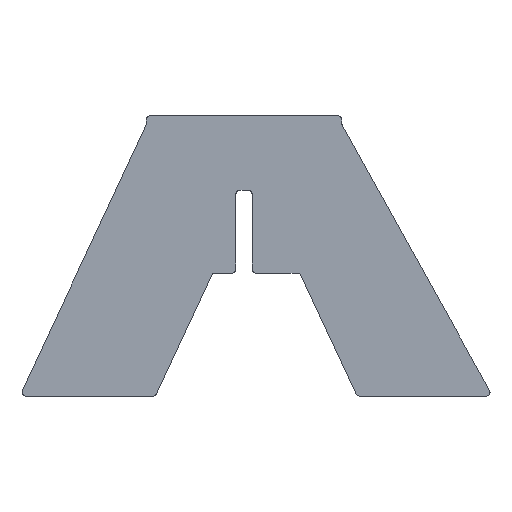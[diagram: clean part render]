
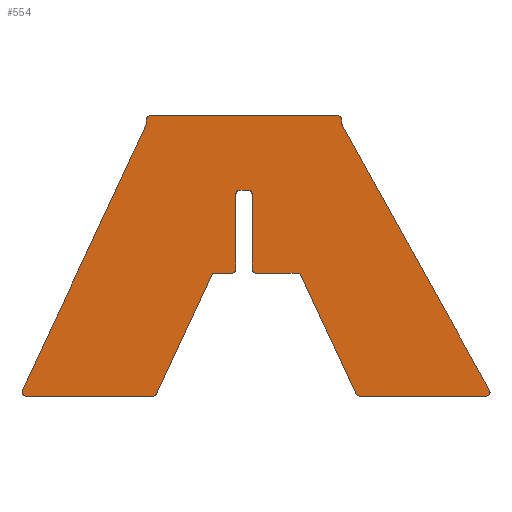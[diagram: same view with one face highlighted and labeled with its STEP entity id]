
A CAD part, top view. The second image highlights one B-rep face of the part: STEP entity #554.
In plain terms, the highlighted planar face has unit normal (0, 0, 1).
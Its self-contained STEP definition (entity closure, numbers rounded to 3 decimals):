
#15=PLANE($,#589);
#32=FACE_OUTER_BOUND($,#62,.T.);
#62=EDGE_LOOP($,(#378,#379,#380,#381,#382,#383,#384,#385,#386,#387,#388,
#389,#390,#391,#392,#393,#394,#395,#396,#397,#398,#399,#400,#401,#402,#403,
#404,#405));
#92=LINE($,#829,#148);
#95=LINE($,#835,#151);
#96=LINE($,#839,#152);
#97=LINE($,#843,#153);
#98=LINE($,#847,#154);
#99=LINE($,#851,#155);
#100=LINE($,#855,#156);
#101=LINE($,#859,#157);
#102=LINE($,#863,#158);
#103=LINE($,#867,#159);
#104=LINE($,#871,#160);
#105=LINE($,#875,#161);
#106=LINE($,#879,#162);
#107=LINE($,#883,#163);
#148=VECTOR($,#655,55.);
#151=VECTOR($,#660,30.086);
#152=VECTOR($,#663,96.178);
#153=VECTOR($,#666,92.987);
#154=VECTOR($,#669,222.984);
#155=VECTOR($,#672,2.722);
#156=VECTOR($,#675,138.);
#157=VECTOR($,#678,2.835);
#158=VECTOR($,#681,215.301);
#159=VECTOR($,#684,93.38);
#160=VECTOR($,#687,96.178);
#161=VECTOR($,#690,12.088);
#162=VECTOR($,#693,55.);
#163=VECTOR($,#696,6.);
#203=CIRCLE($,#587,3.);
#204=CIRCLE($,#590,3.);
#205=CIRCLE($,#591,3.);
#206=CIRCLE($,#592,3.);
#207=CIRCLE($,#593,3.);
#208=CIRCLE($,#594,3.);
#209=CIRCLE($,#595,3.);
#210=CIRCLE($,#596,3.);
#211=CIRCLE($,#597,3.);
#212=CIRCLE($,#598,3.);
#213=CIRCLE($,#599,3.);
#214=CIRCLE($,#600,3.);
#215=CIRCLE($,#601,3.);
#216=CIRCLE($,#602,3.);
#232=VERTEX_POINT($,#822);
#233=VERTEX_POINT($,#824);
#234=VERTEX_POINT($,#828);
#236=VERTEX_POINT($,#834);
#237=VERTEX_POINT($,#836);
#238=VERTEX_POINT($,#838);
#239=VERTEX_POINT($,#840);
#240=VERTEX_POINT($,#842);
#241=VERTEX_POINT($,#844);
#242=VERTEX_POINT($,#846);
#243=VERTEX_POINT($,#848);
#244=VERTEX_POINT($,#850);
#245=VERTEX_POINT($,#852);
#246=VERTEX_POINT($,#854);
#247=VERTEX_POINT($,#856);
#248=VERTEX_POINT($,#858);
#249=VERTEX_POINT($,#860);
#250=VERTEX_POINT($,#862);
#251=VERTEX_POINT($,#864);
#252=VERTEX_POINT($,#866);
#253=VERTEX_POINT($,#868);
#254=VERTEX_POINT($,#870);
#255=VERTEX_POINT($,#872);
#256=VERTEX_POINT($,#874);
#257=VERTEX_POINT($,#876);
#258=VERTEX_POINT($,#878);
#259=VERTEX_POINT($,#880);
#260=VERTEX_POINT($,#882);
#288=EDGE_CURVE($,#232,#233,#203,.T.);
#290=EDGE_CURVE($,#234,#233,#92,.T.);
#293=EDGE_CURVE($,#232,#236,#95,.T.);
#294=EDGE_CURVE($,#237,#236,#204,.T.);
#295=EDGE_CURVE($,#237,#238,#96,.T.);
#296=EDGE_CURVE($,#239,#238,#205,.T.);
#297=EDGE_CURVE($,#239,#240,#97,.T.);
#298=EDGE_CURVE($,#241,#240,#206,.T.);
#299=EDGE_CURVE($,#241,#242,#98,.T.);
#300=EDGE_CURVE($,#243,#242,#207,.T.);
#301=EDGE_CURVE($,#243,#244,#99,.T.);
#302=EDGE_CURVE($,#245,#244,#208,.T.);
#303=EDGE_CURVE($,#245,#246,#100,.T.);
#304=EDGE_CURVE($,#247,#246,#209,.T.);
#305=EDGE_CURVE($,#247,#248,#101,.T.);
#306=EDGE_CURVE($,#249,#248,#210,.T.);
#307=EDGE_CURVE($,#249,#250,#102,.T.);
#308=EDGE_CURVE($,#251,#250,#211,.T.);
#309=EDGE_CURVE($,#251,#252,#103,.T.);
#310=EDGE_CURVE($,#253,#252,#212,.T.);
#311=EDGE_CURVE($,#253,#254,#104,.T.);
#312=EDGE_CURVE($,#255,#254,#213,.T.);
#313=EDGE_CURVE($,#255,#256,#105,.T.);
#314=EDGE_CURVE($,#257,#256,#214,.T.);
#315=EDGE_CURVE($,#257,#258,#106,.T.);
#316=EDGE_CURVE($,#259,#258,#215,.T.);
#317=EDGE_CURVE($,#259,#260,#107,.T.);
#318=EDGE_CURVE($,#234,#260,#216,.T.);
#378=ORIENTED_EDGE($,*,*,#288,.F.);
#379=ORIENTED_EDGE($,*,*,#293,.T.);
#380=ORIENTED_EDGE($,*,*,#294,.F.);
#381=ORIENTED_EDGE($,*,*,#295,.T.);
#382=ORIENTED_EDGE($,*,*,#296,.F.);
#383=ORIENTED_EDGE($,*,*,#297,.T.);
#384=ORIENTED_EDGE($,*,*,#298,.F.);
#385=ORIENTED_EDGE($,*,*,#299,.T.);
#386=ORIENTED_EDGE($,*,*,#300,.F.);
#387=ORIENTED_EDGE($,*,*,#301,.T.);
#388=ORIENTED_EDGE($,*,*,#302,.F.);
#389=ORIENTED_EDGE($,*,*,#303,.T.);
#390=ORIENTED_EDGE($,*,*,#304,.F.);
#391=ORIENTED_EDGE($,*,*,#305,.T.);
#392=ORIENTED_EDGE($,*,*,#306,.F.);
#393=ORIENTED_EDGE($,*,*,#307,.T.);
#394=ORIENTED_EDGE($,*,*,#308,.F.);
#395=ORIENTED_EDGE($,*,*,#309,.T.);
#396=ORIENTED_EDGE($,*,*,#310,.F.);
#397=ORIENTED_EDGE($,*,*,#311,.T.);
#398=ORIENTED_EDGE($,*,*,#312,.F.);
#399=ORIENTED_EDGE($,*,*,#313,.T.);
#400=ORIENTED_EDGE($,*,*,#314,.F.);
#401=ORIENTED_EDGE($,*,*,#315,.T.);
#402=ORIENTED_EDGE($,*,*,#316,.F.);
#403=ORIENTED_EDGE($,*,*,#317,.T.);
#404=ORIENTED_EDGE($,*,*,#318,.F.);
#405=ORIENTED_EDGE($,*,*,#290,.T.);
#554=ADVANCED_FACE($,(#32),#15,.T.);
#587=AXIS2_PLACEMENT_3D($,#825,#650,#651);
#589=AXIS2_PLACEMENT_3D($,#833,#658,#659);
#590=AXIS2_PLACEMENT_3D($,#837,#661,#662);
#591=AXIS2_PLACEMENT_3D($,#841,#664,#665);
#592=AXIS2_PLACEMENT_3D($,#845,#667,#668);
#593=AXIS2_PLACEMENT_3D($,#849,#670,#671);
#594=AXIS2_PLACEMENT_3D($,#853,#673,#674);
#595=AXIS2_PLACEMENT_3D($,#857,#676,#677);
#596=AXIS2_PLACEMENT_3D($,#861,#679,#680);
#597=AXIS2_PLACEMENT_3D($,#865,#682,#683);
#598=AXIS2_PLACEMENT_3D($,#869,#685,#686);
#599=AXIS2_PLACEMENT_3D($,#873,#688,#689);
#600=AXIS2_PLACEMENT_3D($,#877,#691,#692);
#601=AXIS2_PLACEMENT_3D($,#881,#694,#695);
#602=AXIS2_PLACEMENT_3D($,#884,#697,#698);
#650=DIRECTION('center_axis',(0.,0.,-1.));
#651=DIRECTION('ref_axis',(-0.707,-0.707,0.));
#655=DIRECTION($,(0.,-1.,0.));
#658=DIRECTION('center_axis',(0.,0.,1.));
#659=DIRECTION('ref_axis',(1.,0.,0.));
#660=DIRECTION($,(1.,0.,0.));
#661=DIRECTION('center_axis',(0.,0.,1.));
#662=DIRECTION('ref_axis',(0.537,0.843,0.));
#663=DIRECTION($,(0.423,-0.906,0.));
#664=DIRECTION('center_axis',(0.,0.,-1.));
#665=DIRECTION('ref_axis',(-0.537,-0.843,0.));
#666=DIRECTION($,(1.,0.,0.));
#667=DIRECTION('center_axis',(0.,0.,-1.));
#668=DIRECTION('ref_axis',(0.862,-0.507,0.));
#669=DIRECTION($,(-0.486,0.874,0.));
#670=DIRECTION('center_axis',(0.,0.,1.));
#671=DIRECTION('ref_axis',(-0.968,-0.251,0.));
#672=DIRECTION($,(0.,1.,0.));
#673=DIRECTION('center_axis',(0.,0.,-1.));
#674=DIRECTION('ref_axis',(0.707,0.707,0.));
#675=DIRECTION($,(-1.,0.,0.));
#676=DIRECTION('center_axis',(0.,0.,-1.));
#677=DIRECTION('ref_axis',(-0.707,0.707,0.));
#678=DIRECTION($,(0.,-1.,0.));
#679=DIRECTION('center_axis',(0.,0.,1.));
#680=DIRECTION('ref_axis',(0.976,-0.216,0.));
#681=DIRECTION($,(-0.423,-0.906,0.));
#682=DIRECTION('center_axis',(0.,0.,-1.));
#683=DIRECTION('ref_axis',(-0.843,-0.537,0.));
#684=DIRECTION($,(1.,0.,0.));
#685=DIRECTION('center_axis',(0.,0.,-1.));
#686=DIRECTION('ref_axis',(0.537,-0.843,0.));
#687=DIRECTION($,(0.423,0.906,0.));
#688=DIRECTION('center_axis',(0.,0.,1.));
#689=DIRECTION('ref_axis',(-0.537,0.843,0.));
#690=DIRECTION($,(1.,0.,0.));
#691=DIRECTION('center_axis',(0.,0.,-1.));
#692=DIRECTION('ref_axis',(0.707,-0.707,0.));
#693=DIRECTION($,(0.,1.,0.));
#694=DIRECTION('center_axis',(0.,0.,1.));
#695=DIRECTION('ref_axis',(-0.707,0.707,0.));
#696=DIRECTION($,(1.,0.,0.));
#697=DIRECTION('center_axis',(0.,0.,1.));
#698=DIRECTION('ref_axis',(0.707,0.707,0.));
#822=CARTESIAN_POINT('',(174.262,90.631,12.));
#824=CARTESIAN_POINT('',(171.262,93.631,12.));
#825=CARTESIAN_POINT('Origin',(174.262,93.631,12.));
#828=CARTESIAN_POINT('',(171.262,148.631,12.));
#829=CARTESIAN_POINT($,(171.262,118.876,12.));
#833=CARTESIAN_POINT('Origin',(171.993,86.121,12.));
#834=CARTESIAN_POINT('',(204.348,90.631,12.));
#835=CARTESIAN_POINT($,(142.262,90.631,12.));
#836=CARTESIAN_POINT('',(207.067,88.899,12.));
#837=CARTESIAN_POINT('Origin',(204.348,87.631,12.));
#838=CARTESIAN_POINT('',(247.713,1.732,12.));
#839=CARTESIAN_POINT($,(206.259,90.631,12.));
#840=CARTESIAN_POINT('',(250.432,0.,12.));
#841=CARTESIAN_POINT('Origin',(250.432,3.,12.));
#842=CARTESIAN_POINT('',(343.419,0.,12.));
#843=CARTESIAN_POINT($,(248.521,0.,12.));
#844=CARTESIAN_POINT('',(346.041,4.458,12.));
#845=CARTESIAN_POINT('Origin',(343.419,3.,12.));
#846=CARTESIAN_POINT('',(237.64,199.32,12.));
#847=CARTESIAN_POINT($,(348.521,0.,12.));
#848=CARTESIAN_POINT('',(237.262,200.778,12.));
#849=CARTESIAN_POINT('Origin',(240.262,200.778,12.));
#850=CARTESIAN_POINT('',(237.262,203.5,12.));
#851=CARTESIAN_POINT($,(237.262,200.,12.));
#852=CARTESIAN_POINT('',(234.262,206.5,12.));
#853=CARTESIAN_POINT('Origin',(234.262,203.5,12.));
#854=CARTESIAN_POINT('',(96.262,206.5,12.));
#855=CARTESIAN_POINT($,(237.262,206.5,12.));
#856=CARTESIAN_POINT('',(93.262,203.5,12.));
#857=CARTESIAN_POINT('Origin',(96.262,203.5,12.));
#858=CARTESIAN_POINT('',(93.262,200.665,12.));
#859=CARTESIAN_POINT($,(93.262,206.5,12.));
#860=CARTESIAN_POINT('',(92.98,199.397,12.));
#861=CARTESIAN_POINT('Origin',(90.262,200.665,12.));
#862=CARTESIAN_POINT('',(1.99,4.268,12.));
#863=CARTESIAN_POINT($,(93.262,200.,12.));
#864=CARTESIAN_POINT('',(4.709,0.,12.));
#865=CARTESIAN_POINT('Origin',(4.709,3.,12.));
#866=CARTESIAN_POINT('',(98.089,0.,12.));
#867=CARTESIAN_POINT($,(0.,0.,12.));
#868=CARTESIAN_POINT('',(100.808,1.732,12.));
#869=CARTESIAN_POINT('Origin',(98.089,3.,12.));
#870=CARTESIAN_POINT('',(141.454,88.899,12.));
#871=CARTESIAN_POINT($,(100.,0.,12.));
#872=CARTESIAN_POINT('',(144.173,90.631,12.));
#873=CARTESIAN_POINT('Origin',(144.173,87.631,12.));
#874=CARTESIAN_POINT('',(156.262,90.631,12.));
#875=CARTESIAN_POINT($,(142.262,90.631,12.));
#876=CARTESIAN_POINT('',(159.262,93.631,12.));
#877=CARTESIAN_POINT('Origin',(156.262,93.631,12.));
#878=CARTESIAN_POINT('',(159.262,148.631,12.));
#879=CARTESIAN_POINT($,(159.262,72.4,12.));
#880=CARTESIAN_POINT('',(162.262,151.631,12.));
#881=CARTESIAN_POINT('Origin',(162.262,148.631,12.));
#882=CARTESIAN_POINT('',(168.262,151.631,12.));
#883=CARTESIAN_POINT($,(165.627,151.631,12.));
#884=CARTESIAN_POINT('Origin',(168.262,148.631,12.));
